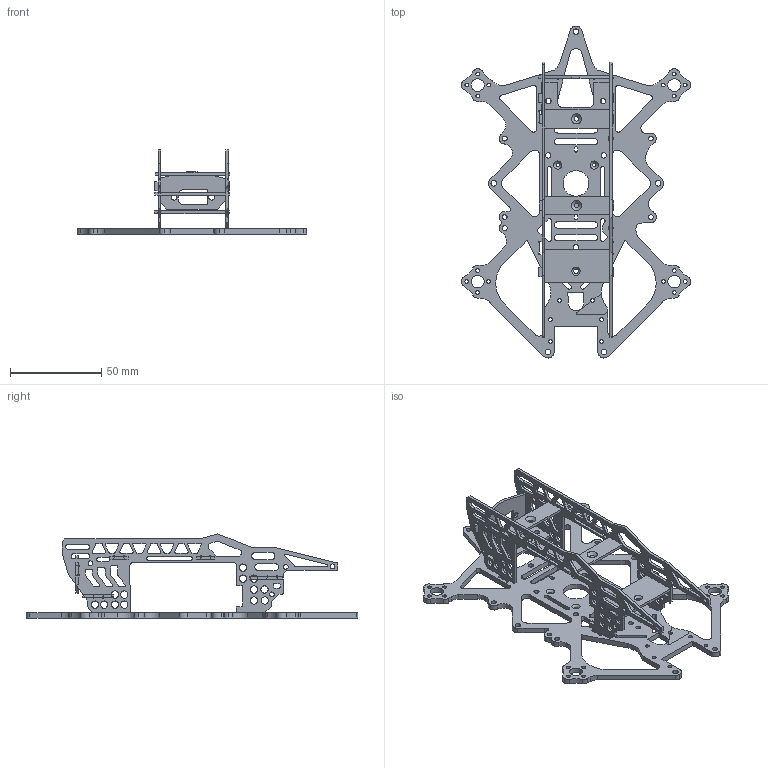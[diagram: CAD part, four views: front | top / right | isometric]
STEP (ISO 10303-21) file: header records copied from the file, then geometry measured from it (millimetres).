
FILE_DESCRIPTION(('HOOPS Exchange Step'),'2;1');
FILE_NAME('temp_export','2024-01-12T19:45:10+08:00',('God'),('Shapr3D Limited'),'HOOPS Exchange 2023.2','Shapr3D','Authorized');
FILE_SCHEMA( ('AUTOMOTIVE_DESIGN { 1 0 10303 214 1 1 1 1 }') );
Length unit declared in the file: millimetre
Products named in the file (7): temp_import.step; root
Assembly tree (6 placements, depth 2):
  root
    temp_import.step
    temp_import.step
    temp_import.step
    temp_import.step
    temp_import.step
    temp_import.step
Bounding box: 125.47 x 181.61 x 46 mm (x, y, z)
Volume: 33794.5 mm3; surface area: 41297.7 mm2
Topology: 8 solids, 8 shells, 1045 faces, 3285 edges, 2255 vertices
Faces by surface type: cylinder 574, plane 449, cone 17, bspline 5
Full cylindrical faces by diameter (mm): 2.05 x30, 2.6 x14, 2.7 x6, 2.9 x4, 3 x5, 3.05 x2, 3.2 x4, 4 x26, 7 x4, 14 x1
Entity records: 38210 total; most frequent: DIRECTION 6743, CARTESIAN_POINT 6690, ORIENTED_EDGE 6570, EDGE_CURVE 3285, AXIS2_PLACEMENT_3D 2426, VERTEX_POINT 2255, VECTOR 1891, LINE 1891
